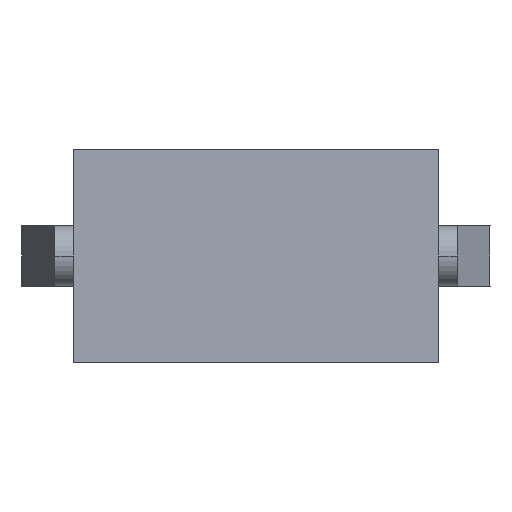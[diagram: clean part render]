
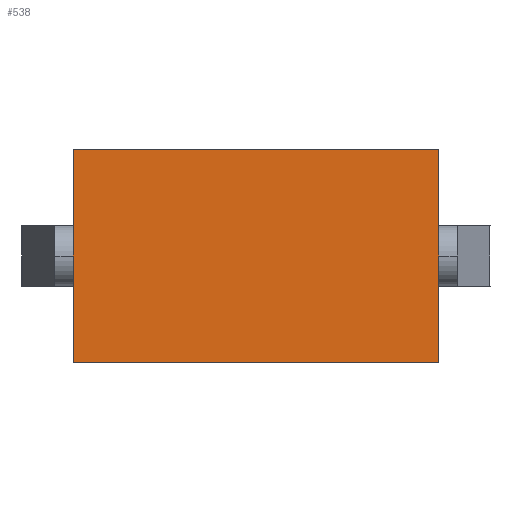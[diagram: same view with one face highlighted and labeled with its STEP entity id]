
A CAD part, front view. The second image highlights one B-rep face of the part: STEP entity #538.
In plain terms, the highlighted planar face has unit normal (0, -1, 0).
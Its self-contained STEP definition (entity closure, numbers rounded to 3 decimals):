
#8 = CARTESIAN_POINT ( 'NONE',  ( -3., 0., 0. ) ) ;
#12 = DIRECTION ( 'NONE',  ( 0., 0., -1. ) ) ;
#93 = EDGE_CURVE ( 'NONE', #1108, #1100, #1796, .T. ) ;
#122 = LINE ( 'NONE', #1138, #551 ) ;
#147 = ORIENTED_EDGE ( 'NONE', *, *, #1087, .F. ) ;
#183 = VECTOR ( 'NONE', #775, 1000. ) ;
#226 = VERTEX_POINT ( 'NONE', #1866 ) ;
#249 = EDGE_CURVE ( 'NONE', #295, #417, #886, .T. ) ;
#279 = LINE ( 'NONE', #950, #1580 ) ;
#295 = VERTEX_POINT ( 'NONE', #466 ) ;
#318 = CARTESIAN_POINT ( 'NONE',  ( -3., 0., 0. ) ) ;
#322 = ORIENTED_EDGE ( 'NONE', *, *, #1091, .F. ) ;
#343 = CARTESIAN_POINT ( 'NONE',  ( 3., 0., 0. ) ) ;
#408 = DIRECTION ( 'NONE',  ( 0., 0., 1. ) ) ;
#417 = VERTEX_POINT ( 'NONE', #2040 ) ;
#466 = CARTESIAN_POINT ( 'NONE',  ( 3., 0., -3.5 ) ) ;
#471 = EDGE_CURVE ( 'NONE', #1108, #295, #1819, .T. ) ;
#503 = CARTESIAN_POINT ( 'NONE',  ( -3., 0., -1.25 ) ) ;
#538 = ADVANCED_FACE ( 'NONE', ( #1401 ), #2208, .T. ) ;
#545 = CARTESIAN_POINT ( 'NONE',  ( 3., 0., 0. ) ) ;
#551 = VECTOR ( 'NONE', #1848, 1000. ) ;
#592 = VECTOR ( 'NONE', #1592, 1000. ) ;
#645 = LINE ( 'NONE', #8, #592 ) ;
#737 = EDGE_CURVE ( 'NONE', #417, #226, #122, .T. ) ;
#775 = DIRECTION ( 'NONE',  ( 0., 0., 1. ) ) ;
#793 = DIRECTION ( 'NONE',  ( 0., -1., 0. ) ) ;
#811 = DIRECTION ( 'NONE',  ( 0., 0., -1. ) ) ;
#828 = VECTOR ( 'NONE', #12, 1000. ) ;
#886 = LINE ( 'NONE', #2054, #1701 ) ;
#918 = ORIENTED_EDGE ( 'NONE', *, *, #737, .F. ) ;
#949 = AXIS2_PLACEMENT_3D ( 'NONE', #1860, #793, #2032 ) ;
#950 = CARTESIAN_POINT ( 'NONE',  ( -3., 0., 0. ) ) ;
#955 = CARTESIAN_POINT ( 'NONE',  ( 3., 0., -1.25 ) ) ;
#992 = DIRECTION ( 'NONE',  ( -1., 0., 0. ) ) ;
#1087 = EDGE_CURVE ( 'NONE', #1291, #2220, #279, .T. ) ;
#1091 = EDGE_CURVE ( 'NONE', #226, #1322, #2047, .T. ) ;
#1096 = ORIENTED_EDGE ( 'NONE', *, *, #249, .F. ) ;
#1100 = VERTEX_POINT ( 'NONE', #955 ) ;
#1108 = VERTEX_POINT ( 'NONE', #2013 ) ;
#1138 = CARTESIAN_POINT ( 'NONE',  ( -3., 0., 0. ) ) ;
#1272 = ORIENTED_EDGE ( 'NONE', *, *, #93, .T. ) ;
#1291 = VERTEX_POINT ( 'NONE', #318 ) ;
#1322 = VERTEX_POINT ( 'NONE', #503 ) ;
#1342 = VECTOR ( 'NONE', #811, 1000. ) ;
#1353 = CARTESIAN_POINT ( 'NONE',  ( 3., 0., 0. ) ) ;
#1401 = FACE_OUTER_BOUND ( 'NONE', #1915, .T. ) ;
#1441 = EDGE_CURVE ( 'NONE', #2220, #1100, #2246, .T. ) ;
#1467 = DIRECTION ( 'NONE',  ( 1., 0., 0. ) ) ;
#1485 = ORIENTED_EDGE ( 'NONE', *, *, #2062, .F. ) ;
#1580 = VECTOR ( 'NONE', #1467, 1000. ) ;
#1592 = DIRECTION ( 'NONE',  ( 0., 0., 1. ) ) ;
#1601 = ORIENTED_EDGE ( 'NONE', *, *, #1441, .F. ) ;
#1652 = CARTESIAN_POINT ( 'NONE',  ( -3., 0., 0. ) ) ;
#1701 = VECTOR ( 'NONE', #992, 1000. ) ;
#1796 = LINE ( 'NONE', #1353, #2199 ) ;
#1819 = LINE ( 'NONE', #2049, #1342 ) ;
#1848 = DIRECTION ( 'NONE',  ( 0., 0., 1. ) ) ;
#1860 = CARTESIAN_POINT ( 'NONE',  ( 0., 0., 0. ) ) ;
#1866 = CARTESIAN_POINT ( 'NONE',  ( -3., 0., -2.25 ) ) ;
#1915 = EDGE_LOOP ( 'NONE', ( #918, #1096, #2271, #1272, #1601, #147, #1485, #322 ) ) ;
#2013 = CARTESIAN_POINT ( 'NONE',  ( 3., 0., -2.25 ) ) ;
#2032 = DIRECTION ( 'NONE',  ( 0., 0., -1. ) ) ;
#2040 = CARTESIAN_POINT ( 'NONE',  ( -3., 0., -3.5 ) ) ;
#2047 = LINE ( 'NONE', #1652, #183 ) ;
#2049 = CARTESIAN_POINT ( 'NONE',  ( 3., 0., 0. ) ) ;
#2054 = CARTESIAN_POINT ( 'NONE',  ( -3., 0., -3.5 ) ) ;
#2062 = EDGE_CURVE ( 'NONE', #1322, #1291, #645, .T. ) ;
#2199 = VECTOR ( 'NONE', #408, 1000. ) ;
#2208 = PLANE ( 'NONE',  #949 ) ;
#2220 = VERTEX_POINT ( 'NONE', #343 ) ;
#2246 = LINE ( 'NONE', #545, #828 ) ;
#2271 = ORIENTED_EDGE ( 'NONE', *, *, #471, .F. ) ;
